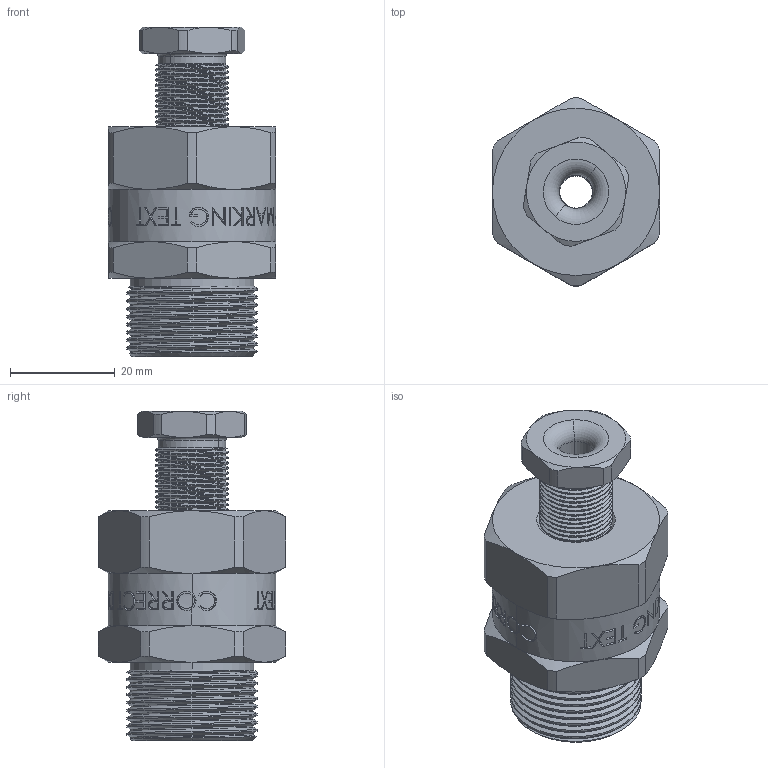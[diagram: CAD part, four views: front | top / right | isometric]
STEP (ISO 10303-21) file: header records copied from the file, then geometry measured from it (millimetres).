
FILE_DESCRIPTION (( 'STEP AP203' ), '1' );
FILE_NAME ('M25-A1-15mm D620.step', '2025-04-03T12:25:40', ( '' ), ( '' ), 'SwSTEP 2.0', 'SolidWorks 2022', '' );
FILE_SCHEMA (( 'CONFIG_CONTROL_DESIGN' ));
Length unit declared in the file: millimetre
Products named in the file (6): 750A109731; M25-A1-15mm D620; 750A109755; 750A109784; O-Ring for M25_Juks 2; 750A107061
Assembly tree (5 placements, depth 2):
  M25-A1-15mm D620
    750A109784
    750A107061
    750A109731
    750A109755
    O-Ring for M25_Juks 2
Bounding box: 32 x 35.95 x 63 mm (x, y, z)
Volume: 32702 mm3; surface area: 13581.3 mm2
Topology: 5 solids, 5 shells, 947 faces, 2543 edges, 1674 vertices
Faces by surface type: plane 336, bspline 284, cylinder 266, cone 53, torus 8
Entity records: 58909 total; most frequent: CARTESIAN_POINT 37836, ORIENTED_EDGE 5086, DIRECTION 3036, EDGE_CURVE 2543, VERTEX_POINT 1674, EDGE_LOOP 1025, AXIS2_PLACEMENT_3D 1020, LINE 996
